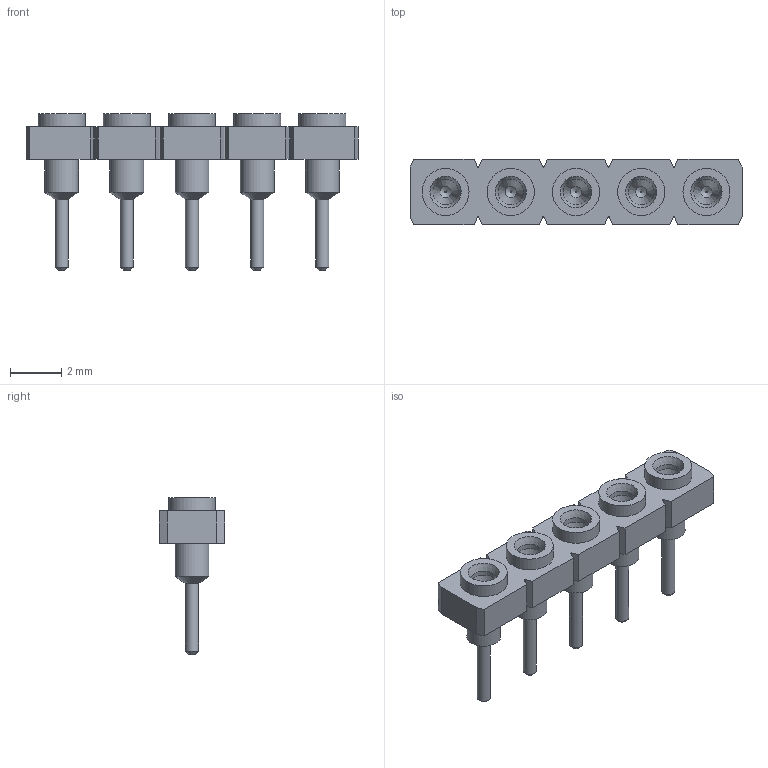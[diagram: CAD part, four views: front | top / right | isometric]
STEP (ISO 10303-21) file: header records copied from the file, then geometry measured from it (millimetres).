
FILE_DESCRIPTION(('STEP AP214'), '1');
FILE_NAME('SL-105-TT-11', '2017-07-15T12:47:53', ('Nobody'), (''), 'ASCON STEP Converter 1.3', 'ASCON Math Kernel', '');
FILE_SCHEMA(('AUTOMOTIVE_DESIGN { 1 0 10303 214 3 1 1}'));
Length unit declared in the file: millimetre
Assembly tree (5 placements, depth 2):
  (unnamed)
    (unnamed)  x5
Bounding box: 12.93 x 2.54 x 6.1 mm (x, y, z)
Volume: 51 mm3; surface area: 285.1 mm2
Topology: 6 solids, 6 shells, 137 faces, 280 edges, 175 vertices
Faces by surface type: plane 64, cylinder 43, cone 30
Full cylindrical faces by diameter (mm): 0.51 x5, 1 x10, 1.32 x15, 1.83 x5
Entity records: 2602 total; most frequent: DIRECTION 332, CARTESIAN_POINT 325, ORIENTED_EDGE 294, EDGE_CURVE 147, AXIS2_PLACEMENT_3D 114, VERTEX_POINT 107, LINE 104, VECTOR 104
